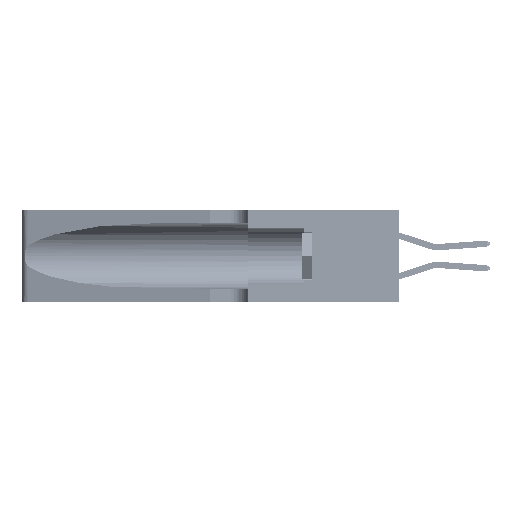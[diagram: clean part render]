
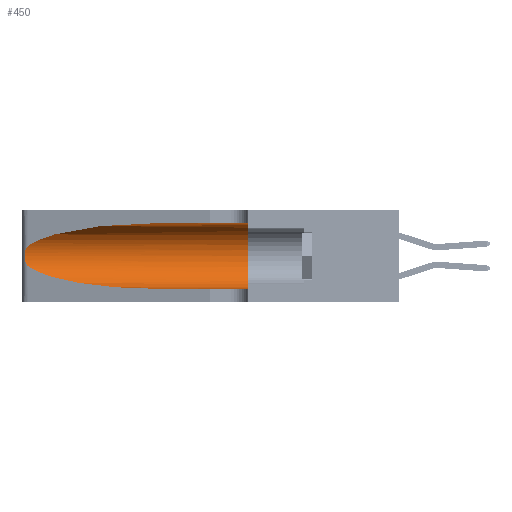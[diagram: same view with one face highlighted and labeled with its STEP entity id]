
A CAD part, left-side view. The second image highlights one B-rep face of the part: STEP entity #450.
In plain terms, the highlighted cylindrical face has radius 3.308 mm (diameter 6.617 mm), a partial arc.
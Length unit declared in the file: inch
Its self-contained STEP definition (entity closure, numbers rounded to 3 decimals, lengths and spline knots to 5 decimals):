
#450 = ADVANCED_FACE ( 'NONE', ( #35324 ), #27655, .F. ) ;
#945 = CARTESIAN_POINT ( 'NONE',  ( 0.26017, 1.23833, 0.17102 ) ) ;
#1433 = ORIENTED_EDGE ( 'NONE', *, *, #27934, .T. ) ;
#4174 = DIRECTION ( 'NONE',  ( 0., 0., 1. ) ) ;
#5791 = ORIENTED_EDGE ( 'NONE', *, *, #24206, .T. ) ;
#6709 = CARTESIAN_POINT ( 'NONE',  ( 0.2373, 1.15595, 0.28018 ) ) ;
#9049 = CIRCLE ( 'NONE', #39453, 0.13025 ) ;
#9153 = CARTESIAN_POINT ( 'NONE',  ( 0.18966, 0.96281, 0.05475 ) ) ;
#9525 = CARTESIAN_POINT ( 'NONE',  ( 0.25487, 1.22718, 0.14631 ) ) ;
#10055 = EDGE_LOOP ( 'NONE', ( #1433, #45682, #5791, #11825, #35881, #41220 ) ) ;
#10317 = EDGE_CURVE ( 'NONE', #39499, #48506, #39404, .T. ) ;
#11786 = CARTESIAN_POINT ( 'NONE',  ( 0.1305, 0.72297, 0.05475 ) ) ;
#11814 = VERTEX_POINT ( 'NONE', #12947 ) ;
#11825 = ORIENTED_EDGE ( 'NONE', *, *, #10317, .T. ) ;
#12293 = CARTESIAN_POINT ( 'NONE',  ( 0.26075, 1.23896, 0.19203 ) ) ;
#12701 = CARTESIAN_POINT ( 'NONE',  ( 0.1305, 0.35, 0.05475 ) ) ;
#12947 = CARTESIAN_POINT ( 'NONE',  ( 0.1305, 0.72297, 0.31525 ) ) ;
#15543 = DIRECTION ( 'NONE',  ( 0., 1., 0. ) ) ;
#15593 = VECTOR ( 'NONE', #32410, 39.37008 ) ;
#15760 = CARTESIAN_POINT ( 'NONE',  ( 0.26075, 1.23896, 0.178 ) ) ;
#15768 = CARTESIAN_POINT ( 'NONE',  ( 0.1305, 1.61858, 0.185 ) ) ;
#16206 = VERTEX_POINT ( 'NONE', #9525 ) ;
#17538 = DIRECTION ( 'NONE',  ( 0., -1., 0. ) ) ;
#18134 = B_SPLINE_CURVE_WITH_KNOTS ( 'NONE', 3,
 ( #27542, #38743, #19903, #24019, #42374, #31505, #12293, #15760, #945, #27376, #23863, #46126, #46297, #19744 ),
 .UNSPECIFIED., .F., .F.,
 ( 4, 2, 2, 2, 2, 2, 4 ),
 ( 0., 0.00027, 0.00053, 0.00107, 0.0016, 0.00187, 0.00214 ),
 .UNSPECIFIED. ) ;
#18137 = EDGE_CURVE ( 'NONE', #35984, #48506, #9049, .T. ) ;
#18737 = VECTOR ( 'NONE', #17538, 39.37008 ) ;
#19744 = CARTESIAN_POINT ( 'NONE',  ( 0.25487, 1.22718, 0.14631 ) ) ;
#19903 = CARTESIAN_POINT ( 'NONE',  ( 0.25639, 1.23184, 0.21858 ) ) ;
#21276 = CARTESIAN_POINT ( 'NONE',  ( 0.1305, 1.61858, 0.31525 ) ) ;
#21902 = CARTESIAN_POINT ( 'NONE',  ( 0.18966, 0.96281, 0.31525 ) ) ;
#23863 = CARTESIAN_POINT ( 'NONE',  ( 0.25789, 1.23486, 0.15765 ) ) ;
#24019 = CARTESIAN_POINT ( 'NONE',  ( 0.25787, 1.23484, 0.2124 ) ) ;
#24206 = EDGE_CURVE ( 'NONE', #16206, #39499, #42967, .T. ) ;
#24452 = LINE ( 'NONE', #21276, #15593 ) ;
#25396 =( BOUNDED_CURVE ( )  B_SPLINE_CURVE ( 3, ( #33046, #21902, #6709, #48322 ),
 .UNSPECIFIED., .F., .T. ) 
 B_SPLINE_CURVE_WITH_KNOTS ( ( 4, 4 ),
 ( 1.5708, 2.84003 ),
 .UNSPECIFIED. ) 
 CURVE ( )  GEOMETRIC_REPRESENTATION_ITEM ( )  RATIONAL_B_SPLINE_CURVE ( ( 1., 0.87, 0.87, 1. ) ) 
 REPRESENTATION_ITEM ( '' )  );
#27376 = CARTESIAN_POINT ( 'NONE',  ( 0.25856, 1.23593, 0.16098 ) ) ;
#27542 = CARTESIAN_POINT ( 'NONE',  ( 0.25487, 1.22718, 0.22369 ) ) ;
#27655 = CYLINDRICAL_SURFACE ( 'NONE', #46387, 0.13025 ) ;
#27934 = EDGE_CURVE ( 'NONE', #11814, #44162, #25396, .T. ) ;
#28464 = CARTESIAN_POINT ( 'NONE',  ( 0.1305, 1.61858, 0.05475 ) ) ;
#31026 = EDGE_CURVE ( 'NONE', #11814, #35984, #24452, .T. ) ;
#31505 = CARTESIAN_POINT ( 'NONE',  ( 0.26018, 1.23835, 0.19895 ) ) ;
#31824 = CARTESIAN_POINT ( 'NONE',  ( 0.2373, 1.15595, 0.08982 ) ) ;
#32410 = DIRECTION ( 'NONE',  ( 0., -1., 0. ) ) ;
#32874 = CARTESIAN_POINT ( 'NONE',  ( 0.1305, 0.35, 0.31525 ) ) ;
#33046 = CARTESIAN_POINT ( 'NONE',  ( 0.1305, 0.72297, 0.31525 ) ) ;
#34321 = DIRECTION ( 'NONE',  ( 0., 0., -1. ) ) ;
#34652 = DIRECTION ( 'NONE',  ( 0., -1., 0. ) ) ;
#35324 = FACE_OUTER_BOUND ( 'NONE', #10055, .T. ) ;
#35601 = CARTESIAN_POINT ( 'NONE',  ( 0.1305, 0.72297, 0.05475 ) ) ;
#35881 = ORIENTED_EDGE ( 'NONE', *, *, #18137, .F. ) ;
#35984 = VERTEX_POINT ( 'NONE', #32874 ) ;
#38584 = CARTESIAN_POINT ( 'NONE',  ( 0.25487, 1.22718, 0.22369 ) ) ;
#38743 = CARTESIAN_POINT ( 'NONE',  ( 0.25555, 1.22994, 0.2215 ) ) ;
#39404 = LINE ( 'NONE', #28464, #18737 ) ;
#39453 = AXIS2_PLACEMENT_3D ( 'NONE', #45580, #15543, #4174 ) ;
#39499 = VERTEX_POINT ( 'NONE', #11786 ) ;
#41220 = ORIENTED_EDGE ( 'NONE', *, *, #31026, .F. ) ;
#42374 = CARTESIAN_POINT ( 'NONE',  ( 0.25854, 1.2359, 0.20912 ) ) ;
#42967 =( BOUNDED_CURVE ( )  B_SPLINE_CURVE ( 3, ( #46609, #31824, #9153, #35601 ),
 .UNSPECIFIED., .F., .F. ) 
 B_SPLINE_CURVE_WITH_KNOTS ( ( 4, 4 ),
 ( 3.44316, 4.71239 ),
 .UNSPECIFIED. ) 
 CURVE ( )  GEOMETRIC_REPRESENTATION_ITEM ( )  RATIONAL_B_SPLINE_CURVE ( ( 1., 0.87, 0.87, 1. ) ) 
 REPRESENTATION_ITEM ( '' )  );
#44162 = VERTEX_POINT ( 'NONE', #38584 ) ;
#44835 = EDGE_CURVE ( 'NONE', #44162, #16206, #18134, .T. ) ;
#45580 = CARTESIAN_POINT ( 'NONE',  ( 0.1305, 0.35, 0.185 ) ) ;
#45682 = ORIENTED_EDGE ( 'NONE', *, *, #44835, .T. ) ;
#46126 = CARTESIAN_POINT ( 'NONE',  ( 0.25639, 1.23186, 0.15144 ) ) ;
#46297 = CARTESIAN_POINT ( 'NONE',  ( 0.25555, 1.22993, 0.14849 ) ) ;
#46387 = AXIS2_PLACEMENT_3D ( 'NONE', #15768, #34652, #34321 ) ;
#46609 = CARTESIAN_POINT ( 'NONE',  ( 0.25487, 1.22718, 0.14631 ) ) ;
#48322 = CARTESIAN_POINT ( 'NONE',  ( 0.25487, 1.22718, 0.22369 ) ) ;
#48506 = VERTEX_POINT ( 'NONE', #12701 ) ;
